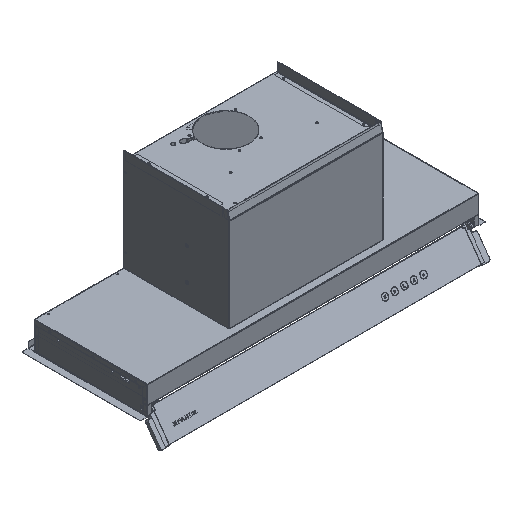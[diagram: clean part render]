
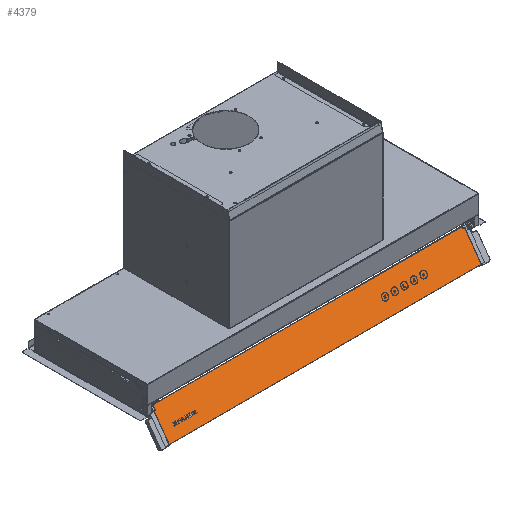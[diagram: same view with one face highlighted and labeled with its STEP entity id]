
A CAD part, isometric view. The second image highlights one B-rep face of the part: STEP entity #4379.
In plain terms, the highlighted free-form (B-spline) face has degree [1, 1] with [2, 2] control points.
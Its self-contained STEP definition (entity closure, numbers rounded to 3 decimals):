
#4379=ADVANCED_FACE('',(#6771),#100343,.T.);
#6771=FACE_OUTER_BOUND('',#9163,.T.);
#9163=EDGE_LOOP('',(#12435,#12436,#12437,#12438));
#12435=ORIENTED_EDGE('',*,*,#62687,.T.);
#12436=ORIENTED_EDGE('',*,*,#62688,.T.);
#12437=ORIENTED_EDGE('',*,*,#62689,.T.);
#12438=ORIENTED_EDGE('',*,*,#62690,.T.);
#25943=PCURVE('',#100343,#39451);
#25944=PCURVE('',#100343,#39452);
#25945=PCURVE('',#100343,#39453);
#25946=PCURVE('',#100343,#39454);
#39451=DEFINITIONAL_REPRESENTATION('',(#72416),#192130);
#39452=DEFINITIONAL_REPRESENTATION('',(#72418),#192130);
#39453=DEFINITIONAL_REPRESENTATION('',(#72420),#192130);
#39454=DEFINITIONAL_REPRESENTATION('',(#72422),#192130);
#52959=SURFACE_CURVE('',#72415,(#25943),.PCURVE_S1.);
#52960=SURFACE_CURVE('',#72417,(#25944),.PCURVE_S1.);
#52961=SURFACE_CURVE('',#72419,(#25945),.PCURVE_S1.);
#52962=SURFACE_CURVE('',#72421,(#25946),.PCURVE_S1.);
#62687=EDGE_CURVE('',#92954,#92955,#52959,.T.);
#62688=EDGE_CURVE('',#92955,#92956,#52960,.T.);
#62689=EDGE_CURVE('',#92956,#92957,#52961,.T.);
#62690=EDGE_CURVE('',#92957,#92954,#52962,.T.);
#72415=B_SPLINE_CURVE_WITH_KNOTS('',1,(#102375,#102376),.UNSPECIFIED.,.F.,
 .F.,(2,2),(0.,828.5),.UNSPECIFIED.);
#72416=B_SPLINE_CURVE_WITH_KNOTS('',1,(#102377,#102378),.UNSPECIFIED.,.F.,
 .F.,(2,2),(0.,828.5),.UNSPECIFIED.);
#72417=B_SPLINE_CURVE_WITH_KNOTS('',1,(#102379,#102380),.UNSPECIFIED.,.F.,
 .F.,(2,2),(0.,78.5),.UNSPECIFIED.);
#72418=B_SPLINE_CURVE_WITH_KNOTS('',1,(#102381,#102382),.UNSPECIFIED.,.F.,
 .F.,(2,2),(0.,78.5),.UNSPECIFIED.);
#72419=B_SPLINE_CURVE_WITH_KNOTS('',1,(#102383,#102384),.UNSPECIFIED.,.F.,
 .F.,(2,2),(0.,828.5),.UNSPECIFIED.);
#72420=B_SPLINE_CURVE_WITH_KNOTS('',1,(#102385,#102386),.UNSPECIFIED.,.F.,
 .F.,(2,2),(0.,828.5),.UNSPECIFIED.);
#72421=B_SPLINE_CURVE_WITH_KNOTS('',1,(#102387,#102388),.UNSPECIFIED.,.F.,
 .F.,(2,2),(0.,78.5),.UNSPECIFIED.);
#72422=B_SPLINE_CURVE_WITH_KNOTS('',1,(#102389,#102390),.UNSPECIFIED.,.F.,
 .F.,(2,2),(0.,78.5),.UNSPECIFIED.);
#92954=VERTEX_POINT('',#102371);
#92955=VERTEX_POINT('',#102372);
#92956=VERTEX_POINT('',#102373);
#92957=VERTEX_POINT('',#102374);
#100343=B_SPLINE_SURFACE_WITH_KNOTS('',1,1,((#102367,#102368),(#102369,
#102370)),.UNSPECIFIED.,.F.,.F.,.F.,(2,2),(2,2),(-497.101,497.101),(-47.101,
47.101),.UNSPECIFIED.);
#102367=CARTESIAN_POINT('',(-497.101,-69.239,-196.26));
#102368=CARTESIAN_POINT('',(-497.101,-14.814,-119.371));
#102369=CARTESIAN_POINT('',(497.101,-69.239,-196.26));
#102370=CARTESIAN_POINT('',(497.101,-14.814,-119.371));
#102371=CARTESIAN_POINT('',(-414.25,-64.703,-189.852));
#102372=CARTESIAN_POINT('',(414.25,-64.703,-189.852));
#102373=CARTESIAN_POINT('',(414.25,-19.35,-125.779));
#102374=CARTESIAN_POINT('',(-414.25,-19.35,-125.779));
#102375=CARTESIAN_POINT('',(-414.25,-64.703,-189.852));
#102376=CARTESIAN_POINT('',(414.25,-64.703,-189.852));
#102377=CARTESIAN_POINT('',(-414.25,-39.25));
#102378=CARTESIAN_POINT('',(414.25,-39.25));
#102379=CARTESIAN_POINT('',(414.25,-64.703,-189.852));
#102380=CARTESIAN_POINT('',(414.25,-19.35,-125.779));
#102381=CARTESIAN_POINT('',(414.25,-39.25));
#102382=CARTESIAN_POINT('',(414.25,39.25));
#102383=CARTESIAN_POINT('',(414.25,-19.35,-125.779));
#102384=CARTESIAN_POINT('',(-414.25,-19.35,-125.779));
#102385=CARTESIAN_POINT('',(414.25,39.25));
#102386=CARTESIAN_POINT('',(-414.25,39.25));
#102387=CARTESIAN_POINT('',(-414.25,-19.35,-125.779));
#102388=CARTESIAN_POINT('',(-414.25,-64.703,-189.852));
#102389=CARTESIAN_POINT('',(-414.25,39.25));
#102390=CARTESIAN_POINT('',(-414.25,-39.25));
#192130=(
GEOMETRIC_REPRESENTATION_CONTEXT(2)
PARAMETRIC_REPRESENTATION_CONTEXT()
REPRESENTATION_CONTEXT('pspace','')
);
